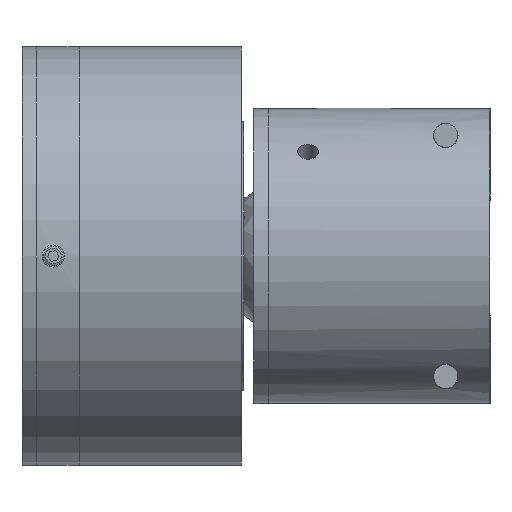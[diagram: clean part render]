
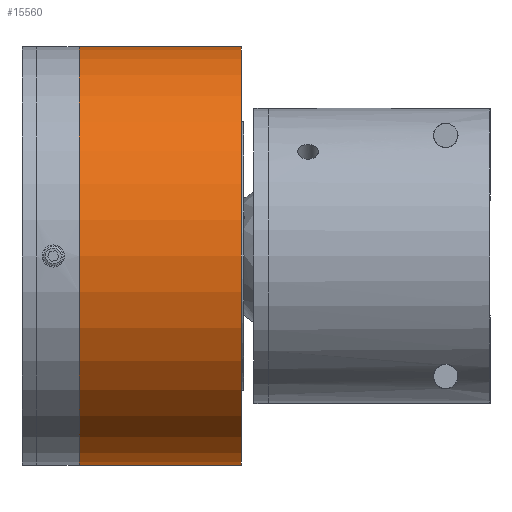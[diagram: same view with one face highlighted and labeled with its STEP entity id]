
A CAD part, front view. The second image highlights one B-rep face of the part: STEP entity #15560.
In plain terms, the highlighted cylindrical face has radius 42.5 mm (diameter 85 mm), a full revolution.
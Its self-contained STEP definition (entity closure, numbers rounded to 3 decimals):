
#305 = CARTESIAN_POINT ( 'NONE',  ( 32.5, 0., 0. ) ) ;
#457 = DIRECTION ( 'NONE',  ( 1., 0., 0. ) ) ;
#643 = CARTESIAN_POINT ( 'NONE',  ( 12.5, 0., 0. ) ) ;
#654 = DIRECTION ( 'NONE',  ( 0., 0., 1. ) ) ;
#717 = AXIS2_PLACEMENT_3D ( 'NONE', #305, #11856, #17814 ) ;
#1299 = DIRECTION ( 'NONE',  ( 0., 0., 1. ) ) ;
#1926 = CARTESIAN_POINT ( 'NONE',  ( 8.5, 0., 42.5 ) ) ;
#1977 = VERTEX_POINT ( 'NONE', #17447 ) ;
#2706 = CIRCLE ( 'NONE', #13111, 42.5 ) ;
#3077 = AXIS2_PLACEMENT_3D ( 'NONE', #643, #5103, #10924 ) ;
#4051 = ORIENTED_EDGE ( 'NONE', *, *, #11700, .T. ) ;
#4333 = DIRECTION ( 'NONE',  ( -1., 0., 0. ) ) ;
#5103 = DIRECTION ( 'NONE',  ( -1., 0., 0. ) ) ;
#5526 = EDGE_LOOP ( 'NONE', ( #16056, #4051, #16272, #14677 ) ) ;
#5926 = CARTESIAN_POINT ( 'NONE',  ( 12.5, 41.5, -9.165 ) ) ;
#6178 = CARTESIAN_POINT ( 'NONE',  ( 41.5, 0., 42.5 ) ) ;
#6260 = DIRECTION ( 'NONE',  ( -1., 0., 0. ) ) ;
#7048 = FACE_BOUND ( 'NONE', #5526, .T. ) ;
#7418 = DIRECTION ( 'NONE',  ( -1., 0., 0. ) ) ;
#7529 = LINE ( 'NONE', #13360, #11241 ) ;
#7735 = CARTESIAN_POINT ( 'NONE',  ( 32.5, 41.5, 9.165 ) ) ;
#7789 = CARTESIAN_POINT ( 'NONE',  ( 12.5, 41.5, 9.165 ) ) ;
#8162 = EDGE_CURVE ( 'NONE', #15680, #14865, #8580, .T. ) ;
#8184 = VERTEX_POINT ( 'NONE', #6178 ) ;
#8580 = CIRCLE ( 'NONE', #3077, 42.5 ) ;
#9357 = ORIENTED_EDGE ( 'NONE', *, *, #17004, .T. ) ;
#9662 = EDGE_LOOP ( 'NONE', ( #16250 ) ) ;
#9966 = CYLINDRICAL_SURFACE ( 'NONE', #15277, 42.5 ) ;
#10051 = CARTESIAN_POINT ( 'NONE',  ( 8.5, 41.5, 9.165 ) ) ;
#10148 = FACE_OUTER_BOUND ( 'NONE', #16560, .T. ) ;
#10924 = DIRECTION ( 'NONE',  ( 0., -1., 0. ) ) ;
#11136 = DIRECTION ( 'NONE',  ( -1., 0., 0. ) ) ;
#11241 = VECTOR ( 'NONE', #457, 1000. ) ;
#11369 = AXIS2_PLACEMENT_3D ( 'NONE', #16111, #4333, #17457 ) ;
#11700 = EDGE_CURVE ( 'NONE', #17917, #15680, #14128, .T. ) ;
#11856 = DIRECTION ( 'NONE',  ( 1., 0., 0. ) ) ;
#12376 = EDGE_CURVE ( 'NONE', #1977, #17917, #18127, .T. ) ;
#13111 = AXIS2_PLACEMENT_3D ( 'NONE', #17955, #6260, #654 ) ;
#13160 = FACE_OUTER_BOUND ( 'NONE', #9662, .T. ) ;
#13360 = CARTESIAN_POINT ( 'NONE',  ( 8.5, 41.5, -9.165 ) ) ;
#13509 = VERTEX_POINT ( 'NONE', #1926 ) ;
#14128 = LINE ( 'NONE', #10051, #14686 ) ;
#14677 = ORIENTED_EDGE ( 'NONE', *, *, #16650, .T. ) ;
#14686 = VECTOR ( 'NONE', #11136, 1000. ) ;
#14865 = VERTEX_POINT ( 'NONE', #5926 ) ;
#15277 = AXIS2_PLACEMENT_3D ( 'NONE', #17652, #7418, #1299 ) ;
#15369 = EDGE_CURVE ( 'NONE', #13509, #13509, #2706, .T. ) ;
#15560 = ADVANCED_FACE ( 'NONE', ( #7048, #13160, #10148 ), #9966, .T. ) ;
#15680 = VERTEX_POINT ( 'NONE', #7789 ) ;
#16056 = ORIENTED_EDGE ( 'NONE', *, *, #12376, .T. ) ;
#16111 = CARTESIAN_POINT ( 'NONE',  ( 41.5, 0., 0. ) ) ;
#16250 = ORIENTED_EDGE ( 'NONE', *, *, #15369, .F. ) ;
#16272 = ORIENTED_EDGE ( 'NONE', *, *, #8162, .T. ) ;
#16560 = EDGE_LOOP ( 'NONE', ( #9357 ) ) ;
#16581 = CIRCLE ( 'NONE', #11369, 42.5 ) ;
#16650 = EDGE_CURVE ( 'NONE', #14865, #1977, #7529, .T. ) ;
#17004 = EDGE_CURVE ( 'NONE', #8184, #8184, #16581, .T. ) ;
#17447 = CARTESIAN_POINT ( 'NONE',  ( 32.5, 41.5, -9.165 ) ) ;
#17457 = DIRECTION ( 'NONE',  ( 0., 0., 1. ) ) ;
#17652 = CARTESIAN_POINT ( 'NONE',  ( 8.5, 0., 0. ) ) ;
#17814 = DIRECTION ( 'NONE',  ( 0., 0., -1. ) ) ;
#17917 = VERTEX_POINT ( 'NONE', #7735 ) ;
#17955 = CARTESIAN_POINT ( 'NONE',  ( 8.5, 0., 0. ) ) ;
#18127 = CIRCLE ( 'NONE', #717, 42.5 ) ;
